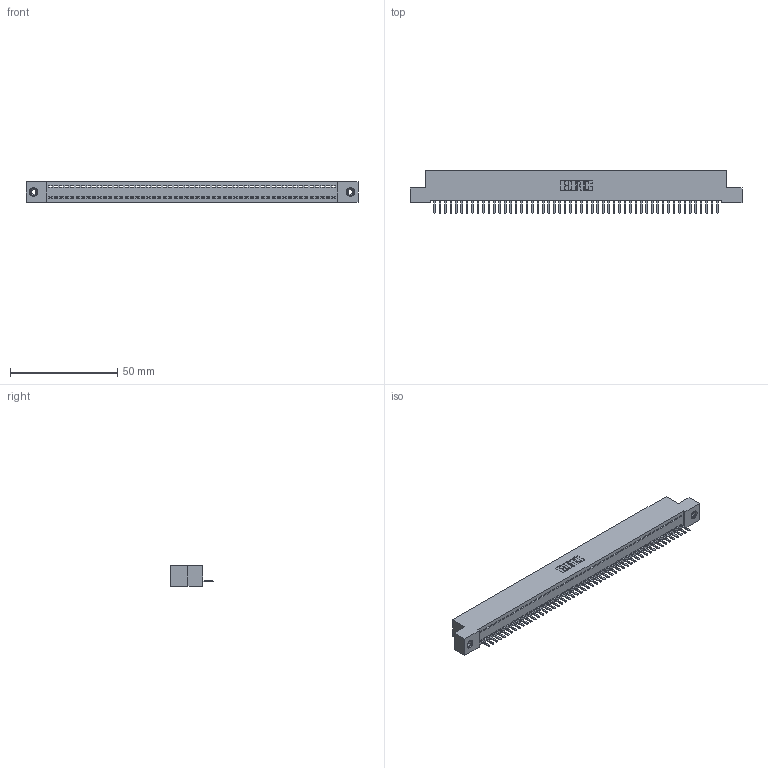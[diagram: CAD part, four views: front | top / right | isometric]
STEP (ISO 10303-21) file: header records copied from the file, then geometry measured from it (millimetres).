
FILE_DESCRIPTION (( 'STEP AP203' ), '1' );
FILE_NAME ('342-053-520-108.STEP', '2018-08-12T22:53:50', ( '' ), ( '' ), 'SwSTEP 2.0', 'SolidWorks 2016', '' );
FILE_SCHEMA (( 'CONFIG_CONTROL_DESIGN' ));
Length unit declared in the file: inch
Products named in the file (4): 342 Part_TI; 345-292-001_345-293-120; 345-250-001_345-250-003-102; 342-053-520-108
Assembly tree (56 placements, depth 2):
  342-053-520-108
    342 Part_TI
    345-292-001_345-293-120  x53
    345-250-001_345-250-003-102  x2
Bounding box: 154.94 x 20.02 x 9.4 mm (x, y, z)
Volume: 13467.5 mm3; surface area: 19512.1 mm2
Topology: 56 solids, 56 shells, 3456 faces, 10187 edges, 6642 vertices
Faces by surface type: plane 2430, cylinder 1010, cone 12, torus 4
Entity records: 32146 total; most frequent: CARTESIAN_POINT 5536, ORIENTED_EDGE 5506, DIRECTION 4669, EDGE_CURVE 2753, LINE 2601, VECTOR 2601, VERTEX_POINT 1828, AXIS2_PLACEMENT_3D 1034
